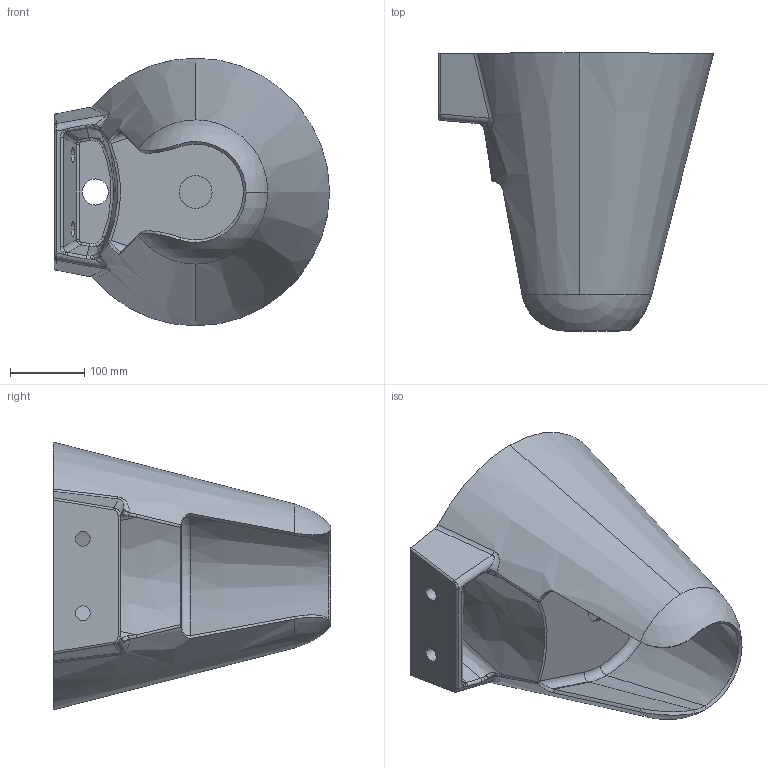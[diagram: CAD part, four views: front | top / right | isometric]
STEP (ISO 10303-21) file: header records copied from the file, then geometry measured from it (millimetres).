
FILE_DESCRIPTION (( 'STEP AP214' ), '1' );
FILE_NAME ('Smart.STEP', '2019-04-02T13:21:51', ( '' ), ( '' ), 'SwSTEP 2.0', 'SolidWorks 2018', '' );
FILE_SCHEMA (( 'AUTOMOTIVE_DESIGN' ));
Length unit declared in the file: millimetre
Products named in the file (2): Smart
Bounding box: 370 x 373.46 x 360 mm (x, y, z)
Volume: 5805116.6 mm3; surface area: 692356.8 mm2
Topology: 2 solids, 2 shells, 221 faces, 529 edges, 305 vertices
Faces by surface type: bspline 84, torus 38, cylinder 35, plane 29, cone 25, sphere 10
Entity records: 10397 total; most frequent: CARTESIAN_POINT 5819, ORIENTED_EDGE 1042, DIRECTION 863, EDGE_CURVE 521, AXIS2_PLACEMENT_3D 386, VERTEX_POINT 305, CIRCLE 247, EDGE_LOOP 230
